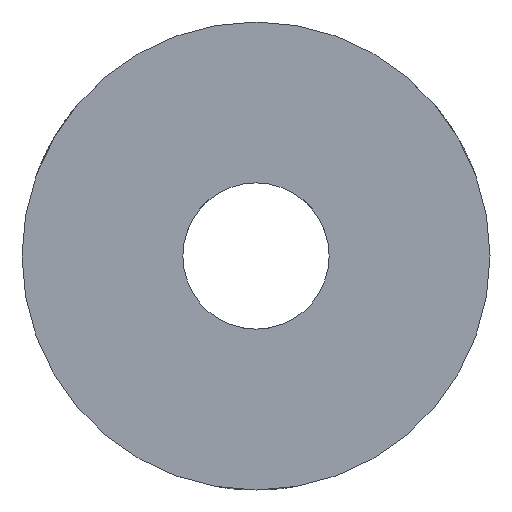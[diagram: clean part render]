
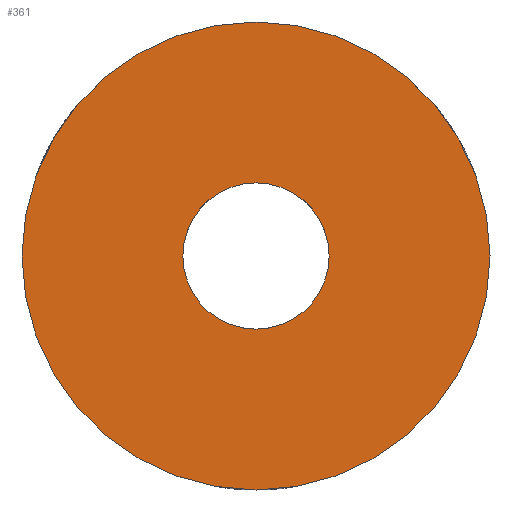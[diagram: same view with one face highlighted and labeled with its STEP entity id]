
A CAD part, front view. The second image highlights one B-rep face of the part: STEP entity #361.
In plain terms, the highlighted planar face has unit normal (0, -1, 0).
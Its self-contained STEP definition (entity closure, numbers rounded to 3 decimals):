
#18=PLANE('',#402);
#28=FACE_BOUND('',#78,.T.);
#49=FACE_OUTER_BOUND('',#77,.T.);
#77=EDGE_LOOP('',(#328));
#78=EDGE_LOOP('',(#329));
#84=CIRCLE('',#392,16.);
#88=CIRCLE('',#400,5.);
#172=VERTEX_POINT('',#1806);
#176=VERTEX_POINT('',#1820);
#221=EDGE_CURVE('',#172,#172,#84,.T.);
#227=EDGE_CURVE('',#176,#176,#88,.T.);
#328=ORIENTED_EDGE('',*,*,#221,.F.);
#329=ORIENTED_EDGE('',*,*,#227,.F.);
#361=ADVANCED_FACE('',(#49,#28),#18,.F.);
#392=AXIS2_PLACEMENT_3D('',#1808,#446,#447);
#400=AXIS2_PLACEMENT_3D('',#1822,#464,#465);
#402=AXIS2_PLACEMENT_3D('',#1824,#468,#469);
#446=DIRECTION('center_axis',(0.,1.,0.));
#447=DIRECTION('ref_axis',(1.,0.,0.));
#464=DIRECTION('center_axis',(0.,-1.,0.));
#465=DIRECTION('ref_axis',(1.,0.,0.));
#468=DIRECTION('center_axis',(0.,1.,0.));
#469=DIRECTION('ref_axis',(1.,0.,0.));
#1806=CARTESIAN_POINT('',(-16.,0.,0.));
#1808=CARTESIAN_POINT('Origin',(0.,0.,0.));
#1820=CARTESIAN_POINT('',(-5.,0.,0.));
#1822=CARTESIAN_POINT('Origin',(0.,0.,0.));
#1824=CARTESIAN_POINT('Origin',(0.,0.,0.));
